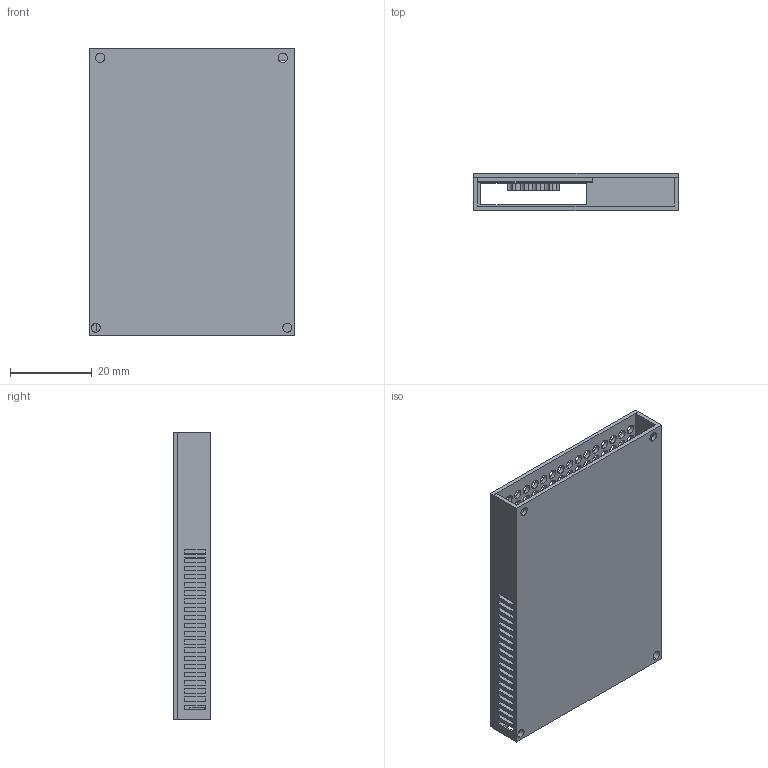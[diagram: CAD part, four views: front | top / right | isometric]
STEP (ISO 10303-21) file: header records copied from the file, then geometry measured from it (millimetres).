
FILE_DESCRIPTION (( 'STEP AP203' ), '1' );
FILE_NAME ('Assem1.STEP', '2019-01-29T05:43:21', ( '' ), ( '' ), 'SwSTEP 2.0', 'SolidWorks 2018', '' );
FILE_SCHEMA (( 'CONFIG_CONTROL_DESIGN' ));
Length unit declared in the file: millimetre
Products named in the file (3): Assem1; job; Part3
Assembly tree (2 placements, depth 2):
  Assem1
    job
    Part3
Bounding box: 50 x 9 x 70 mm (x, y, z)
Volume: 7415.6 mm3; surface area: 17597.5 mm2
Topology: 2 solids, 2 shells, 999 faces, 2958 edges, 1954 vertices
Faces by surface type: cylinder 823, plane 167, torus 8, sphere 1
Entity records: 36152 total; most frequent: DIRECTION 6522, CARTESIAN_POINT 6032, ORIENTED_EDGE 5914, EDGE_CURVE 2957, AXIS2_PLACEMENT_3D 2600, VERTEX_POINT 1954, EDGE_LOOP 1819, CIRCLE 1596
